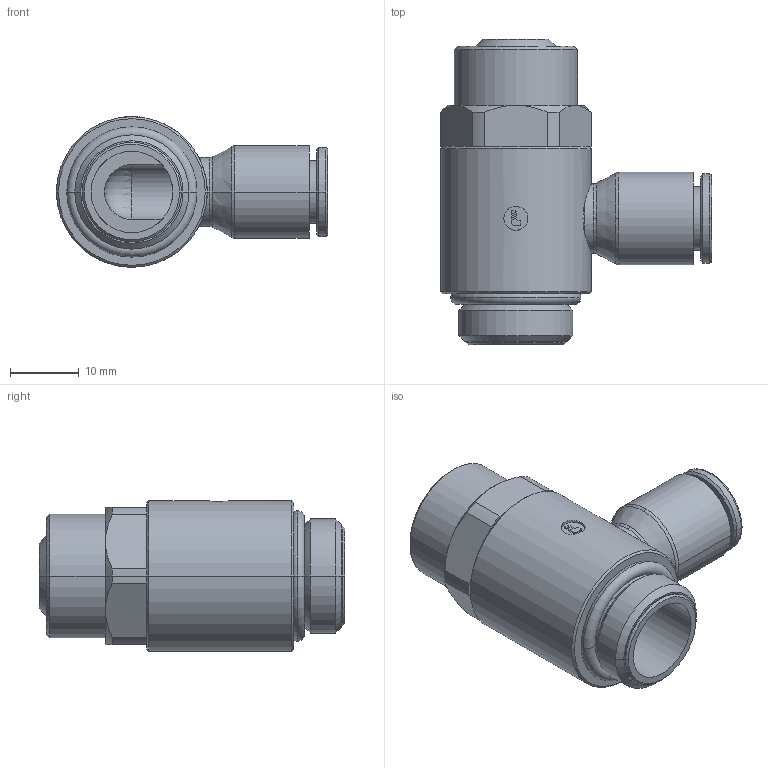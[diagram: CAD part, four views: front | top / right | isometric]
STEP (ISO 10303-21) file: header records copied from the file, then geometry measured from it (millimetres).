
FILE_DESCRIPTION(('STEP AP214'),'1');
FILE_NAME('7010_08_17.stp','2016-07-07T14:53:42',('TraceParts'),('TraceParts S.A.'),'Spatial InterOp 3D',' ',' ');
FILE_SCHEMA(('automotive_design'));
Length unit declared in the file: millimetre
Products named in the file (1): 1
Bounding box: 39.55 x 44.54 x 22 mm (x, y, z)
Volume: 12998.5 mm3; surface area: 5806.3 mm2
Topology: 1 solids, 1 shells, 127 faces, 309 edges, 189 vertices
Faces by surface type: plane 46, cylinder 38, cone 26, torus 12, sphere 5
Entity records: 3973 total; most frequent: CARTESIAN_POINT 940, DIRECTION 686, ORIENTED_EDGE 606, EDGE_CURVE 303, AXIS2_PLACEMENT_3D 281, VERTEX_POINT 189, CIRCLE 153, EDGE_LOOP 140
